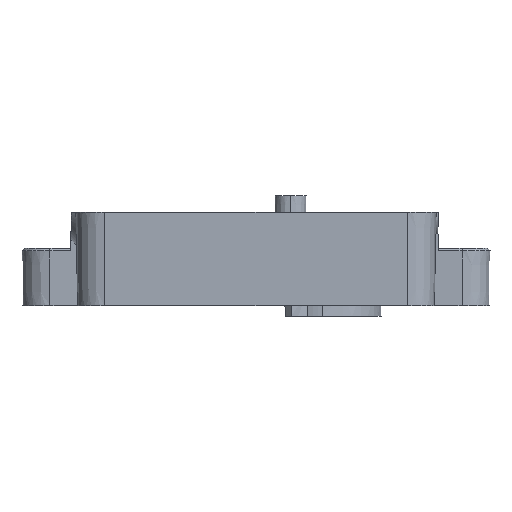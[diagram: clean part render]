
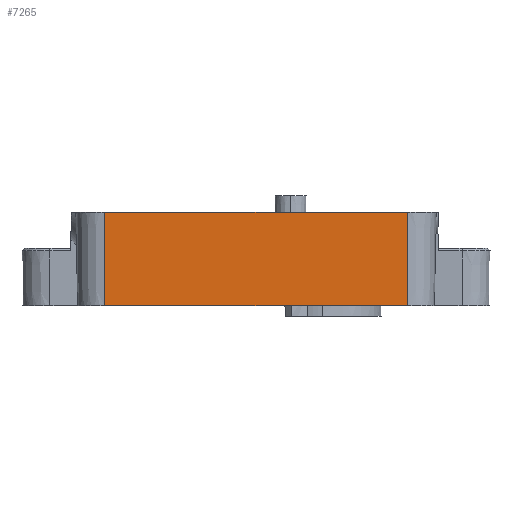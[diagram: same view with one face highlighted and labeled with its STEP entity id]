
A CAD part, left-side view. The second image highlights one B-rep face of the part: STEP entity #7265.
In plain terms, the highlighted planar face has unit normal (-1, 0, -0.018).
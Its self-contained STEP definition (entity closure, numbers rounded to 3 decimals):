
#4255 = FACE_OUTER_BOUND ( 'NONE', #6122, .T. ) ;
#5205 = ORIENTED_EDGE ( 'NONE', *, *, #44571, .T. ) ;
#5482 = VECTOR ( 'NONE', #9755, 1000. ) ;
#6122 = EDGE_LOOP ( 'NONE', ( #5205, #24786, #30542, #9208 ) ) ;
#7265 = ADVANCED_FACE ( 'NONE', ( #4255 ), #32083, .T. ) ;
#9208 = ORIENTED_EDGE ( 'NONE', *, *, #41946, .F. ) ;
#9356 = CARTESIAN_POINT ( 'NONE',  ( -28.144, 28.3, 7.5 ) ) ;
#9755 = DIRECTION ( 'NONE',  ( 0., -1., 0. ) ) ;
#9799 = CARTESIAN_POINT ( 'NONE',  ( -27.839, 28.3, -9.95 ) ) ;
#10972 = DIRECTION ( 'NONE',  ( -1., 0., -0.017 ) ) ;
#14811 = LINE ( 'NONE', #34442, #5482 ) ;
#15811 = LINE ( 'NONE', #37203, #34654 ) ;
#16017 = DIRECTION ( 'NONE',  ( -0.017, 0., 1. ) ) ;
#17734 = DIRECTION ( 'NONE',  ( 0., 1., 0. ) ) ;
#22888 = VECTOR ( 'NONE', #17734, 1000. ) ;
#24030 = DIRECTION ( 'NONE',  ( 0.017, 0., -1. ) ) ;
#24786 = ORIENTED_EDGE ( 'NONE', *, *, #44692, .F. ) ;
#26057 = CARTESIAN_POINT ( 'NONE',  ( -27.839, -28.3, -9.95 ) ) ;
#26123 = VERTEX_POINT ( 'NONE', #9799 ) ;
#28335 = CARTESIAN_POINT ( 'NONE',  ( -27.839, 0., -9.95 ) ) ;
#28411 = LINE ( 'NONE', #34623, #35703 ) ;
#30542 = ORIENTED_EDGE ( 'NONE', *, *, #43010, .T. ) ;
#31257 = CARTESIAN_POINT ( 'NONE',  ( -28.144, -28.3, 7.5 ) ) ;
#32083 = PLANE ( 'NONE',  #36608 ) ;
#34442 = CARTESIAN_POINT ( 'NONE',  ( -28.144, 0., 7.5 ) ) ;
#34623 = CARTESIAN_POINT ( 'NONE',  ( -28., 28.3, -0.75 ) ) ;
#34654 = VECTOR ( 'NONE', #16017, 1000. ) ;
#35703 = VECTOR ( 'NONE', #24030, 1000. ) ;
#35709 = DIRECTION ( 'NONE',  ( -0.017, 0., 1. ) ) ;
#36608 = AXIS2_PLACEMENT_3D ( 'NONE', #42643, #10972, #35709 ) ;
#37203 = CARTESIAN_POINT ( 'NONE',  ( -28., -28.3, -0.75 ) ) ;
#38958 = VERTEX_POINT ( 'NONE', #9356 ) ;
#41752 = LINE ( 'NONE', #28335, #22888 ) ;
#41946 = EDGE_CURVE ( 'NONE', #38958, #45203, #14811, .T. ) ;
#42643 = CARTESIAN_POINT ( 'NONE',  ( -28., 0., -0.75 ) ) ;
#43010 = EDGE_CURVE ( 'NONE', #43805, #45203, #15811, .T. ) ;
#43805 = VERTEX_POINT ( 'NONE', #26057 ) ;
#44571 = EDGE_CURVE ( 'NONE', #38958, #26123, #28411, .T. ) ;
#44692 = EDGE_CURVE ( 'NONE', #43805, #26123, #41752, .T. ) ;
#45203 = VERTEX_POINT ( 'NONE', #31257 ) ;
